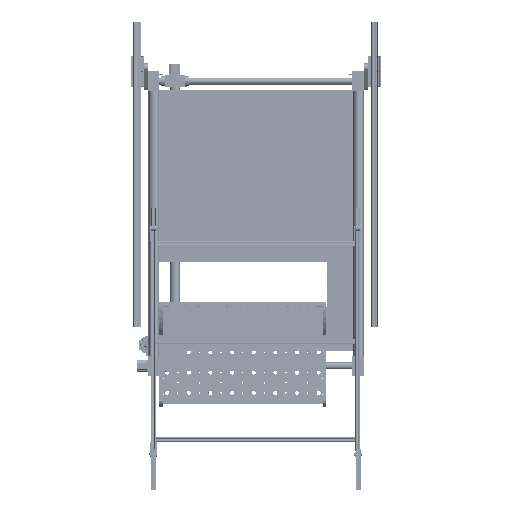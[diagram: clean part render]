
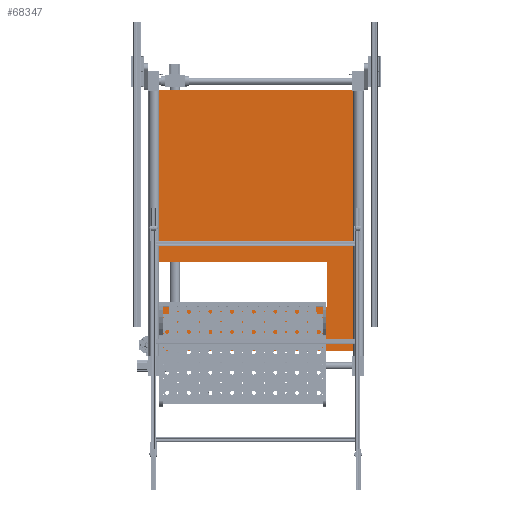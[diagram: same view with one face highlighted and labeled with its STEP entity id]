
A CAD part, left-side view. The second image highlights one B-rep face of the part: STEP entity #68347.
In plain terms, the highlighted face is planar.
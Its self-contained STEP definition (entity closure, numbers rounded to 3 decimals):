
#2245=FACE_BOUND('',#11229,.T.);
#4186=PLANE('',#74382);
#7067=FACE_OUTER_BOUND('',#11228,.T.);
#11228=EDGE_LOOP('',(#53641,#53642,#53643,#53644));
#11229=EDGE_LOOP('',(#53645,#53646,#53647,#53648));
#15792=LINE('',#149984,#21798);
#15795=LINE('',#149990,#21801);
#15798=LINE('',#149996,#21804);
#15801=LINE('',#150000,#21807);
#15802=LINE('',#150004,#21808);
#15806=LINE('',#150012,#21812);
#15809=LINE('',#150018,#21815);
#15812=LINE('',#150023,#21818);
#21798=VECTOR('',#86468,0.394);
#21801=VECTOR('',#86473,0.394);
#21804=VECTOR('',#86478,0.394);
#21807=VECTOR('',#86483,0.394);
#21808=VECTOR('',#86486,0.394);
#21812=VECTOR('',#86492,0.394);
#21815=VECTOR('',#86497,0.394);
#21818=VECTOR('',#86502,0.394);
#31565=VERTEX_POINT('',#149981);
#31566=VERTEX_POINT('',#149983);
#31568=VERTEX_POINT('',#149989);
#31570=VERTEX_POINT('',#149995);
#31571=VERTEX_POINT('',#150002);
#31572=VERTEX_POINT('',#150003);
#31575=VERTEX_POINT('',#150011);
#31577=VERTEX_POINT('',#150017);
#39531=EDGE_CURVE('',#31566,#31565,#15792,.T.);
#39534=EDGE_CURVE('',#31568,#31566,#15795,.T.);
#39537=EDGE_CURVE('',#31570,#31568,#15798,.T.);
#39540=EDGE_CURVE('',#31565,#31570,#15801,.T.);
#39541=EDGE_CURVE('',#31571,#31572,#15802,.T.);
#39545=EDGE_CURVE('',#31572,#31575,#15806,.T.);
#39548=EDGE_CURVE('',#31575,#31577,#15809,.T.);
#39551=EDGE_CURVE('',#31577,#31571,#15812,.T.);
#53641=ORIENTED_EDGE('',*,*,#39551,.T.);
#53642=ORIENTED_EDGE('',*,*,#39541,.T.);
#53643=ORIENTED_EDGE('',*,*,#39545,.T.);
#53644=ORIENTED_EDGE('',*,*,#39548,.T.);
#53645=ORIENTED_EDGE('',*,*,#39537,.T.);
#53646=ORIENTED_EDGE('',*,*,#39534,.T.);
#53647=ORIENTED_EDGE('',*,*,#39531,.T.);
#53648=ORIENTED_EDGE('',*,*,#39540,.T.);
#68347=ADVANCED_FACE('',(#7067,#2245),#4186,.F.);
#74382=AXIS2_PLACEMENT_3D('',#150026,#86506,#86507);
#86468=DIRECTION('',(1.,0.,0.));
#86473=DIRECTION('',(0.,-1.,0.));
#86478=DIRECTION('',(-1.,0.,0.));
#86483=DIRECTION('',(0.,1.,0.));
#86486=DIRECTION('',(0.,1.,0.));
#86492=DIRECTION('',(1.,0.,0.));
#86497=DIRECTION('',(0.,-1.,0.));
#86502=DIRECTION('',(-1.,0.,0.));
#86506=DIRECTION('center_axis',(0.,0.,1.));
#86507=DIRECTION('ref_axis',(1.,0.,0.));
#149981=CARTESIAN_POINT('',(19.509,-4.181,-60.));
#149983=CARTESIAN_POINT('',(10.752,-4.181,-60.));
#149984=CARTESIAN_POINT('',(11.019,-4.181,-60.));
#149989=CARTESIAN_POINT('',(10.752,28.815,-60.));
#149990=CARTESIAN_POINT('',(10.752,2.827,-60.));
#149995=CARTESIAN_POINT('',(19.509,28.815,-60.));
#149996=CARTESIAN_POINT('',(6.64,28.815,-60.));
#150000=CARTESIAN_POINT('',(19.509,19.325,-60.));
#150002=CARTESIAN_POINT('',(-23.144,-11.42,-60.));
#150003=CARTESIAN_POINT('',(-23.144,31.089,-60.));
#150004=CARTESIAN_POINT('',(-23.144,-11.42,-60.));
#150011=CARTESIAN_POINT('',(28.202,31.089,-60.));
#150012=CARTESIAN_POINT('',(-23.144,31.089,-60.));
#150017=CARTESIAN_POINT('',(28.202,-11.42,-60.));
#150018=CARTESIAN_POINT('',(28.202,31.089,-60.));
#150023=CARTESIAN_POINT('',(28.202,-11.42,-60.));
#150026=CARTESIAN_POINT('Origin',(2.529,9.835,-60.));
